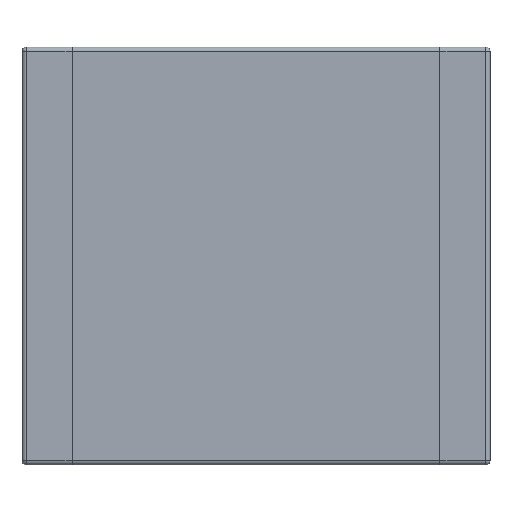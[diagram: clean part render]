
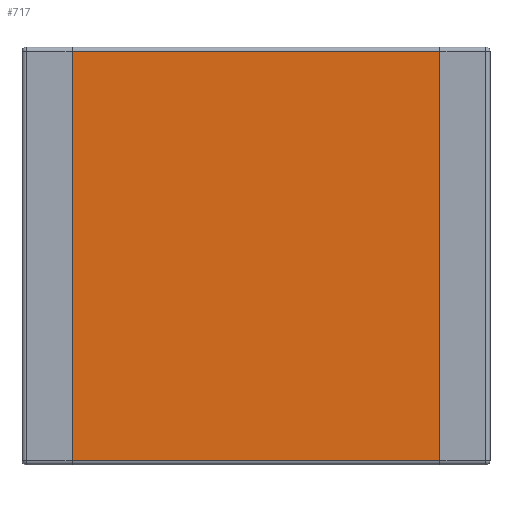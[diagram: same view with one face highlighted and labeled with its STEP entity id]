
A CAD part, front view. The second image highlights one B-rep face of the part: STEP entity #717.
In plain terms, the highlighted planar face has unit normal (0, -1, 0).
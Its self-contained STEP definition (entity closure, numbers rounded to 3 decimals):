
#103 = CARTESIAN_POINT ( 'NONE',  ( -2.2, 0., -2.45 ) ) ;
#314 = DIRECTION ( 'NONE',  ( 0., 0., 1. ) ) ;
#315 = VECTOR ( 'NONE', #314, 1000. ) ;
#316 = CARTESIAN_POINT ( 'NONE',  ( -2.2, 0., -2.5 ) ) ;
#317 = LINE ( 'NONE', #316, #315 ) ;
#327 = DIRECTION ( 'NONE',  ( 0., 0., -1. ) ) ;
#328 = VECTOR ( 'NONE', #327, 1000. ) ;
#329 = CARTESIAN_POINT ( 'NONE',  ( 2.2, 0., -2.5 ) ) ;
#330 = LINE ( 'NONE', #329, #328 ) ;
#331 = CARTESIAN_POINT ( 'NONE',  ( 2.2, 0., -2.45 ) ) ;
#521 = VERTEX_POINT ( 'NONE', #946 ) ;
#581 = VERTEX_POINT ( 'NONE', #1069 ) ;
#717 = ADVANCED_FACE ( 'NONE', ( #1560 ), #1545, .T. ) ;
#718 = EDGE_LOOP ( 'NONE', ( #719, #720, #722, #723 ) ) ;
#719 = ORIENTED_EDGE ( 'NONE', *, *, #838, .F. ) ;
#720 = ORIENTED_EDGE ( 'NONE', *, *, #721, .T. ) ;
#721 = EDGE_CURVE ( 'NONE', #764, #826, #1540, .T. ) ;
#722 = ORIENTED_EDGE ( 'NONE', *, *, #829, .F. ) ;
#723 = ORIENTED_EDGE ( 'NONE', *, *, #724, .T. ) ;
#724 = EDGE_CURVE ( 'NONE', #521, #581, #1594, .T. ) ;
#764 = VERTEX_POINT ( 'NONE', #103 ) ;
#826 = VERTEX_POINT ( 'NONE', #331 ) ;
#829 = EDGE_CURVE ( 'NONE', #521, #826, #330, .T. ) ;
#838 = EDGE_CURVE ( 'NONE', #764, #581, #317, .T. ) ;
#946 = CARTESIAN_POINT ( 'NONE',  ( 2.2, 0., 2.45 ) ) ;
#1069 = CARTESIAN_POINT ( 'NONE',  ( -2.2, 0., 2.45 ) ) ;
#1540 = LINE ( 'NONE', #1597, #1596 ) ;
#1541 = DIRECTION ( 'NONE',  ( 0., 0., -1. ) ) ;
#1542 = DIRECTION ( 'NONE',  ( 0., -1., 0. ) ) ;
#1543 = CARTESIAN_POINT ( 'NONE',  ( 2.8, 0., -2.5 ) ) ;
#1544 = AXIS2_PLACEMENT_3D ( 'NONE', #1543, #1542, #1541 ) ;
#1545 = PLANE ( 'NONE',  #1544 ) ;
#1560 = FACE_OUTER_BOUND ( 'NONE', #718, .T. ) ;
#1591 = DIRECTION ( 'NONE',  ( -1., 0., 0. ) ) ;
#1592 = VECTOR ( 'NONE', #1591, 1000. ) ;
#1593 = CARTESIAN_POINT ( 'NONE',  ( -2.8, 0., 2.45 ) ) ;
#1594 = LINE ( 'NONE', #1593, #1592 ) ;
#1595 = DIRECTION ( 'NONE',  ( 1., 0., 0. ) ) ;
#1596 = VECTOR ( 'NONE', #1595, 1000. ) ;
#1597 = CARTESIAN_POINT ( 'NONE',  ( 2.8, 0., -2.45 ) ) ;
